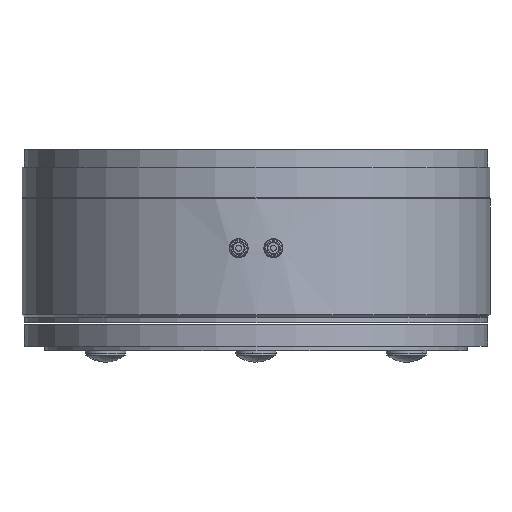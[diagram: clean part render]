
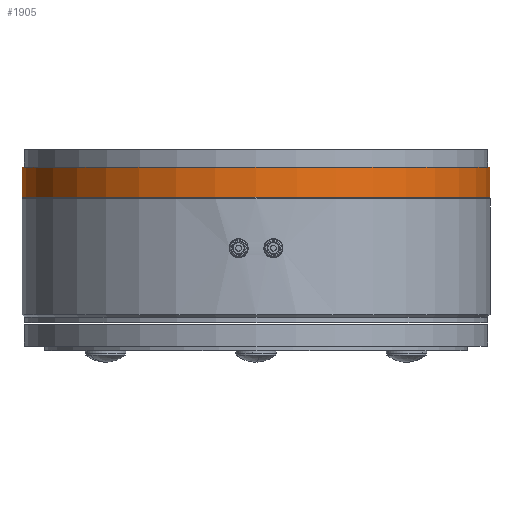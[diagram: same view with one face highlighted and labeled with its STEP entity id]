
A CAD part, front view. The second image highlights one B-rep face of the part: STEP entity #1905.
In plain terms, the highlighted cylindrical face has radius 40.4 mm (diameter 80.8 mm), a partial arc.
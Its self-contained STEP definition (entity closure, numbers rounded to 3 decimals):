
#17 = EDGE_LOOP ( 'NONE', ( #9455, #5576, #730, #1350 ) ) ;
#28 = EDGE_CURVE ( 'NONE', #8832, #7186, #8774, .T. ) ;
#574 = CIRCLE ( 'NONE', #5284, 40.4 ) ;
#730 = ORIENTED_EDGE ( 'NONE', *, *, #1967, .T. ) ;
#1304 = CARTESIAN_POINT ( 'NONE',  ( 0., 0., -8.2 ) ) ;
#1350 = ORIENTED_EDGE ( 'NONE', *, *, #8556, .F. ) ;
#1741 = DIRECTION ( 'NONE',  ( -1., 0., 0. ) ) ;
#1760 = CARTESIAN_POINT ( 'NONE',  ( -40.4, 0., -3. ) ) ;
#1793 = FACE_OUTER_BOUND ( 'NONE', #17, .T. ) ;
#1905 = ADVANCED_FACE ( 'NONE', ( #1793 ), #4695, .T. ) ;
#1967 = EDGE_CURVE ( 'NONE', #2679, #6360, #7175, .T. ) ;
#2416 = AXIS2_PLACEMENT_3D ( 'NONE', #4028, #3978, #1741 ) ;
#2477 = VECTOR ( 'NONE', #5852, 1000. ) ;
#2679 = VERTEX_POINT ( 'NONE', #1760 ) ;
#2852 = CARTESIAN_POINT ( 'NONE',  ( 40.4, 0., -7.878 ) ) ;
#3193 = EDGE_CURVE ( 'NONE', #8832, #2679, #6073, .T. ) ;
#3412 = AXIS2_PLACEMENT_3D ( 'NONE', #3501, #3549, #4081 ) ;
#3501 = CARTESIAN_POINT ( 'NONE',  ( 0., 0., -7.878 ) ) ;
#3549 = DIRECTION ( 'NONE',  ( 0., 0., -1. ) ) ;
#3978 = DIRECTION ( 'NONE',  ( 0., 0., -1. ) ) ;
#4028 = CARTESIAN_POINT ( 'NONE',  ( 0., 0., -3. ) ) ;
#4081 = DIRECTION ( 'NONE',  ( -1., 0., 0. ) ) ;
#4119 = CARTESIAN_POINT ( 'NONE',  ( -40.4, 0., -7.878 ) ) ;
#4215 = DIRECTION ( 'NONE',  ( 0., 0., -1. ) ) ;
#4630 = VECTOR ( 'NONE', #8518, 1000. ) ;
#4695 = CYLINDRICAL_SURFACE ( 'NONE', #3412, 40.4 ) ;
#4800 = CARTESIAN_POINT ( 'NONE',  ( 40.4, 0., -8.2 ) ) ;
#5284 = AXIS2_PLACEMENT_3D ( 'NONE', #1304, #4215, #6278 ) ;
#5576 = ORIENTED_EDGE ( 'NONE', *, *, #3193, .T. ) ;
#5852 = DIRECTION ( 'NONE',  ( 0., 0., -1. ) ) ;
#6073 = CIRCLE ( 'NONE', #2416, 40.4 ) ;
#6278 = DIRECTION ( 'NONE',  ( -1., 0., 0. ) ) ;
#6360 = VERTEX_POINT ( 'NONE', #7188 ) ;
#6605 = CARTESIAN_POINT ( 'NONE',  ( 40.4, 0., -3. ) ) ;
#7175 = LINE ( 'NONE', #4119, #4630 ) ;
#7186 = VERTEX_POINT ( 'NONE', #4800 ) ;
#7188 = CARTESIAN_POINT ( 'NONE',  ( -40.4, 0., -8.2 ) ) ;
#8518 = DIRECTION ( 'NONE',  ( 0., 0., -1. ) ) ;
#8556 = EDGE_CURVE ( 'NONE', #7186, #6360, #574, .T. ) ;
#8774 = LINE ( 'NONE', #2852, #2477 ) ;
#8832 = VERTEX_POINT ( 'NONE', #6605 ) ;
#9455 = ORIENTED_EDGE ( 'NONE', *, *, #28, .F. ) ;
